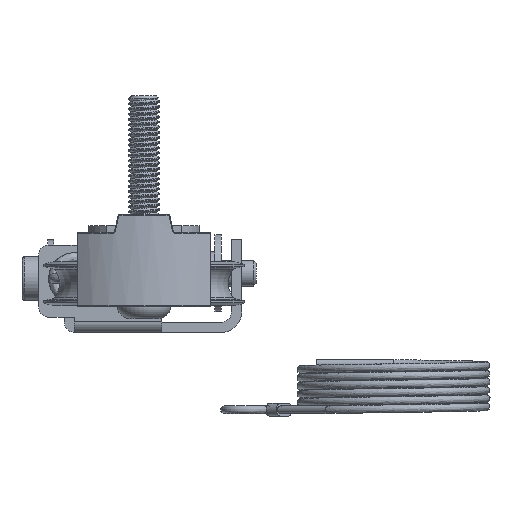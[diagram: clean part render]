
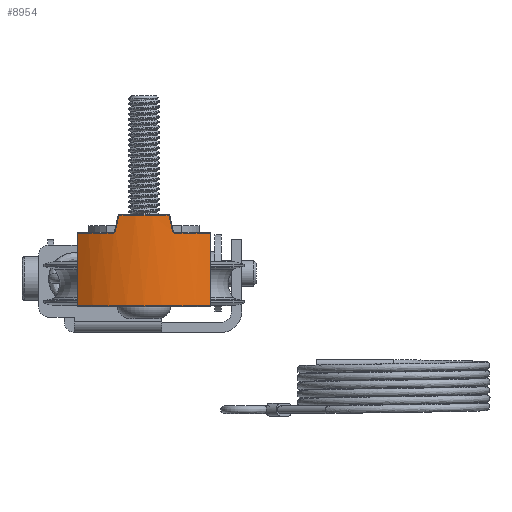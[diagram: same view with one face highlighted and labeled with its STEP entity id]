
A CAD part, front view. The second image highlights one B-rep face of the part: STEP entity #8954.
In plain terms, the highlighted cylindrical face has radius 22 mm (diameter 44 mm), a partial arc.
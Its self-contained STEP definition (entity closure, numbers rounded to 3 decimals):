
#123=ELLIPSE('',#9972,104.085,22.);
#125=ELLIPSE('',#9981,104.085,22.);
#596=B_SPLINE_CURVE_WITH_KNOTS('',3,(#22819,#22820,#22821,#22822,#22823),
 .UNSPECIFIED.,.F.,.F.,(4,1,4),(-0.056,-0.028,
0.),.UNSPECIFIED.);
#598=B_SPLINE_CURVE_WITH_KNOTS('',3,(#22981,#22982,#22983,#22984,#22985),
 .UNSPECIFIED.,.F.,.F.,(4,1,4),(-0.056,-0.028,
0.),.UNSPECIFIED.);
#1337=FACE_OUTER_BOUND('',#1881,.T.);
#1881=EDGE_LOOP('',(#7599,#7600,#7601,#7602,#7603,#7604,#7605,#7606,#7607,
#7608));
#2418=LINE('',#22760,#2920);
#2430=LINE('',#22914,#2932);
#2920=VECTOR('',#11616,10.);
#2932=VECTOR('',#11736,10.);
#3274=CIRCLE('',#9937,22.);
#3287=CIRCLE('',#9957,22.);
#3295=CIRCLE('',#9971,22.);
#3296=CIRCLE('',#9984,22.);
#4060=VERTEX_POINT('',#22734);
#4066=VERTEX_POINT('',#22751);
#4076=VERTEX_POINT('',#22816);
#4077=VERTEX_POINT('',#22818);
#4079=VERTEX_POINT('',#22827);
#4083=VERTEX_POINT('',#22839);
#4091=VERTEX_POINT('',#22894);
#4095=VERTEX_POINT('',#22909);
#4099=VERTEX_POINT('',#22978);
#4100=VERTEX_POINT('',#22980);
#5245=EDGE_CURVE('',#4060,#4066,#2418,.T.);
#5260=EDGE_CURVE('',#4076,#4077,#596,.T.);
#5271=EDGE_CURVE('',#4066,#4083,#3274,.T.);
#5288=EDGE_CURVE('',#4091,#4079,#3287,.T.);
#5295=EDGE_CURVE('',#4083,#4095,#2430,.T.);
#5302=EDGE_CURVE('',#4099,#4100,#598,.T.);
#5304=EDGE_CURVE('',#4095,#4099,#3295,.T.);
#5305=EDGE_CURVE('',#4100,#4091,#123,.T.);
#5318=EDGE_CURVE('',#4079,#4076,#125,.T.);
#5320=EDGE_CURVE('',#4077,#4060,#3296,.T.);
#7599=ORIENTED_EDGE('',*,*,#5302,.F.);
#7600=ORIENTED_EDGE('',*,*,#5304,.F.);
#7601=ORIENTED_EDGE('',*,*,#5295,.F.);
#7602=ORIENTED_EDGE('',*,*,#5271,.F.);
#7603=ORIENTED_EDGE('',*,*,#5245,.F.);
#7604=ORIENTED_EDGE('',*,*,#5320,.F.);
#7605=ORIENTED_EDGE('',*,*,#5260,.F.);
#7606=ORIENTED_EDGE('',*,*,#5318,.F.);
#7607=ORIENTED_EDGE('',*,*,#5288,.F.);
#7608=ORIENTED_EDGE('',*,*,#5305,.F.);
#8533=CYLINDRICAL_SURFACE('',#10016,22.);
#8954=ADVANCED_FACE('',(#1337),#8533,.T.);
#9937=AXIS2_PLACEMENT_3D('',#22844,#11676,#11677);
#9957=AXIS2_PLACEMENT_3D('',#22902,#11719,#11720);
#9971=AXIS2_PLACEMENT_3D('',#22988,#11752,#11753);
#9972=AXIS2_PLACEMENT_3D('',#23009,#11754,#11755);
#9981=AXIS2_PLACEMENT_3D('',#23049,#11783,#11784);
#9984=AXIS2_PLACEMENT_3D('',#23052,#11789,#11790);
#10016=AXIS2_PLACEMENT_3D('',#23098,#11867,#11868);
#11616=DIRECTION('',(0.,0.,-1.));
#11676=DIRECTION('center_axis',(0.,0.,-1.));
#11677=DIRECTION('ref_axis',(-1.,0.,0.));
#11719=DIRECTION('center_axis',(0.,0.,1.));
#11720=DIRECTION('ref_axis',(-1.,0.,0.));
#11736=DIRECTION('',(0.,0.,1.));
#11752=DIRECTION('center_axis',(0.,0.,1.));
#11753=DIRECTION('ref_axis',(-0.901,0.433,0.));
#11754=DIRECTION('center_axis',(0.,0.977,
0.211));
#11755=DIRECTION('ref_axis',(0.,0.211,-0.977));
#11783=DIRECTION('center_axis',(0.,-0.977,
0.211));
#11784=DIRECTION('ref_axis',(0.,-0.211,-0.977));
#11789=DIRECTION('center_axis',(0.,0.,1.));
#11790=DIRECTION('ref_axis',(-0.901,-0.433,0.));
#11867=DIRECTION('center_axis',(0.,0.,1.));
#11868=DIRECTION('ref_axis',(0.807,-0.591,0.));
#22734=CARTESIAN_POINT('',(-17.808,-12.917,14.3));
#22751=CARTESIAN_POINT('',(-17.808,-12.917,0.2));
#22760=CARTESIAN_POINT('',(-17.808,-12.917,0.));
#22816=CARTESIAN_POINT('',(-21.283,-5.571,14.616));
#22818=CARTESIAN_POINT('',(-21.176,-5.966,14.3));
#22819=CARTESIAN_POINT('Ctrl Pts',(-21.283,-5.571,
14.616));
#22820=CARTESIAN_POINT('Ctrl Pts',(-21.278,-5.591,
14.526));
#22821=CARTESIAN_POINT('Ctrl Pts',(-21.25,-5.696,
14.362));
#22822=CARTESIAN_POINT('Ctrl Pts',(-21.201,-5.876,
14.3));
#22823=CARTESIAN_POINT('Ctrl Pts',(-21.176,-5.966,
14.3));
#22827=CARTESIAN_POINT('',(-21.451,-4.883,17.8));
#22839=CARTESIAN_POINT('',(-17.808,12.917,0.2));
#22844=CARTESIAN_POINT('Origin',(0.,0.,0.2));
#22894=CARTESIAN_POINT('',(-21.451,4.883,17.8));
#22902=CARTESIAN_POINT('Origin',(0.,0.,17.8));
#22909=CARTESIAN_POINT('',(-17.808,12.917,14.3));
#22914=CARTESIAN_POINT('',(-17.808,12.917,0.));
#22978=CARTESIAN_POINT('',(-21.176,5.966,14.3));
#22980=CARTESIAN_POINT('',(-21.283,5.571,14.616));
#22981=CARTESIAN_POINT('Ctrl Pts',(-21.176,5.966,14.3));
#22982=CARTESIAN_POINT('Ctrl Pts',(-21.201,5.876,14.3));
#22983=CARTESIAN_POINT('Ctrl Pts',(-21.25,5.696,14.362));
#22984=CARTESIAN_POINT('Ctrl Pts',(-21.278,5.591,14.526));
#22985=CARTESIAN_POINT('Ctrl Pts',(-21.283,5.571,14.616));
#22988=CARTESIAN_POINT('Origin',(0.,0.,14.3));
#23009=CARTESIAN_POINT('Origin',(0.,0.,40.379));
#23049=CARTESIAN_POINT('Origin',(0.,0.,40.379));
#23052=CARTESIAN_POINT('Origin',(0.,0.,14.3));
#23098=CARTESIAN_POINT('Origin',(0.,0.,0.));
